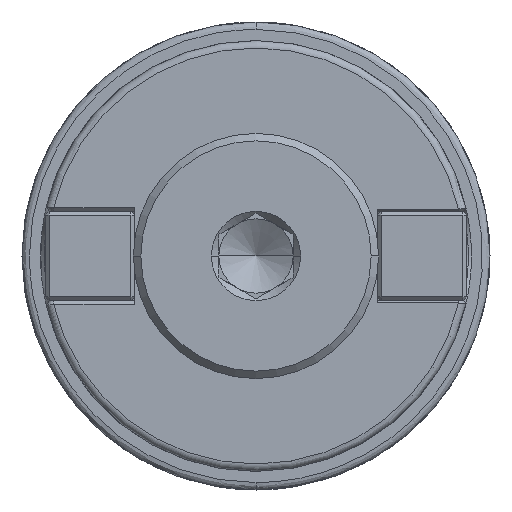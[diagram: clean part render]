
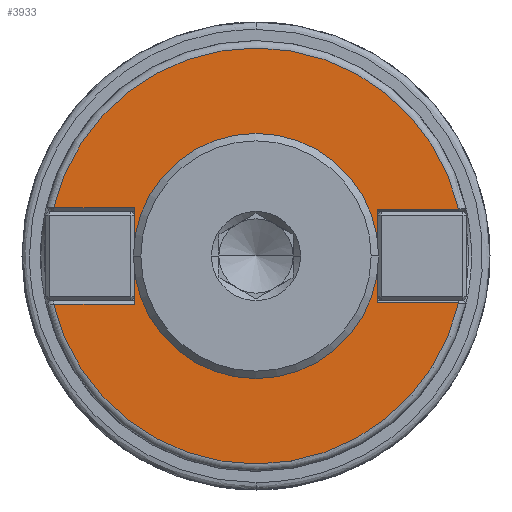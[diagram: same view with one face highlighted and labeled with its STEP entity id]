
A CAD part, front view. The second image highlights one B-rep face of the part: STEP entity #3933.
In plain terms, the highlighted planar face has unit normal (0, -1, 0).
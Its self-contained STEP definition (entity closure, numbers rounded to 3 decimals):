
#5 = CARTESIAN_POINT ( 'NONE',  ( 14.8, -40., 0. ) ) ;
#252 = ORIENTED_EDGE ( 'NONE', *, *, #5801, .T. ) ;
#255 = EDGE_CURVE ( 'NONE', #10630, #6086, #4448, .T. ) ;
#475 = AXIS2_PLACEMENT_3D ( 'NONE', #4066, #9857, #4901 ) ;
#548 = VERTEX_POINT ( 'NONE', #9360 ) ;
#634 = EDGE_CURVE ( 'NONE', #548, #5172, #3558, .T. ) ;
#762 = CIRCLE ( 'NONE', #475, 28. ) ;
#924 = CARTESIAN_POINT ( 'NONE',  ( -27.35, -40., -6.5 ) ) ;
#1160 = ORIENTED_EDGE ( 'NONE', *, *, #5995, .F. ) ;
#1444 = CARTESIAN_POINT ( 'NONE',  ( -16.35, -40., -6. ) ) ;
#1647 = LINE ( 'NONE', #9548, #8516 ) ;
#1736 = CARTESIAN_POINT ( 'NONE',  ( 27.278, -40., 6.317 ) ) ;
#1833 = CARTESIAN_POINT ( 'NONE',  ( 16.35, -40., -6.317 ) ) ;
#1949 = FACE_OUTER_BOUND ( 'NONE', #3315, .T. ) ;
#1960 = EDGE_CURVE ( 'NONE', #2731, #8812, #5883, .T. ) ;
#1970 = VERTEX_POINT ( 'NONE', #5095 ) ;
#2338 = EDGE_CURVE ( 'NONE', #7450, #1970, #3046, .T. ) ;
#2472 = DIRECTION ( 'NONE',  ( 0., -1., 0. ) ) ;
#2719 = CARTESIAN_POINT ( 'NONE',  ( 16.35, -40., 6. ) ) ;
#2731 = VERTEX_POINT ( 'NONE', #4014 ) ;
#2733 = ORIENTED_EDGE ( 'NONE', *, *, #1960, .T. ) ;
#2838 = CARTESIAN_POINT ( 'NONE',  ( 0., -40., 0. ) ) ;
#2996 = ORIENTED_EDGE ( 'NONE', *, *, #2338, .F. ) ;
#3040 = DIRECTION ( 'NONE',  ( 0., 1., 0. ) ) ;
#3046 = CIRCLE ( 'NONE', #4610, 14.8 ) ;
#3112 = CARTESIAN_POINT ( 'NONE',  ( -27.235, -40., 6.5 ) ) ;
#3313 = VECTOR ( 'NONE', #8860, 1000. ) ;
#3315 = EDGE_LOOP ( 'NONE', ( #1160, #9258, #9012, #2733, #10345, #7836, #6433, #252 ) ) ;
#3558 = LINE ( 'NONE', #924, #10403 ) ;
#3656 = DIRECTION ( 'NONE',  ( -1., 0., 0. ) ) ;
#3933 = ADVANCED_FACE ( 'NONE', ( #6309, #1949 ), #10445, .F. ) ;
#4014 = CARTESIAN_POINT ( 'NONE',  ( 27.278, -40., -6.317 ) ) ;
#4066 = CARTESIAN_POINT ( 'NONE',  ( 0., -40., 0. ) ) ;
#4190 = VECTOR ( 'NONE', #6877, 1000. ) ;
#4230 = CARTESIAN_POINT ( 'NONE',  ( -27.235, -40., -6.5 ) ) ;
#4261 = DIRECTION ( 'NONE',  ( -1., 0., 0. ) ) ;
#4379 = DIRECTION ( 'NONE',  ( 0., -1., 0. ) ) ;
#4448 = LINE ( 'NONE', #9296, #8098 ) ;
#4592 = AXIS2_PLACEMENT_3D ( 'NONE', #2838, #8616, #3656 ) ;
#4610 = AXIS2_PLACEMENT_3D ( 'NONE', #7424, #2472, #8255 ) ;
#4793 = EDGE_CURVE ( 'NONE', #5172, #2731, #8523, .T. ) ;
#4848 = VERTEX_POINT ( 'NONE', #9474 ) ;
#4901 = DIRECTION ( 'NONE',  ( -1., 0., 0. ) ) ;
#5095 = CARTESIAN_POINT ( 'NONE',  ( -14.8, -40., 0. ) ) ;
#5172 = VERTEX_POINT ( 'NONE', #4230 ) ;
#5470 = CARTESIAN_POINT ( 'NONE',  ( 29., -40., 0. ) ) ;
#5519 = EDGE_CURVE ( 'NONE', #6086, #9927, #762, .T. ) ;
#5562 = AXIS2_PLACEMENT_3D ( 'NONE', #5470, #3040, #8822 ) ;
#5620 = AXIS2_PLACEMENT_3D ( 'NONE', #9355, #4379, #10174 ) ;
#5801 = EDGE_CURVE ( 'NONE', #9927, #4848, #1647, .T. ) ;
#5824 = ORIENTED_EDGE ( 'NONE', *, *, #8313, .F. ) ;
#5883 = LINE ( 'NONE', #5898, #7856 ) ;
#5898 = CARTESIAN_POINT ( 'NONE',  ( 29., -40., -6.317 ) ) ;
#5995 = EDGE_CURVE ( 'NONE', #548, #4848, #7463, .T. ) ;
#6086 = VERTEX_POINT ( 'NONE', #1736 ) ;
#6165 = EDGE_CURVE ( 'NONE', #10630, #8812, #6414, .T. ) ;
#6309 = FACE_BOUND ( 'NONE', #9447, .T. ) ;
#6414 = LINE ( 'NONE', #2719, #4190 ) ;
#6433 = ORIENTED_EDGE ( 'NONE', *, *, #5519, .T. ) ;
#6877 = DIRECTION ( 'NONE',  ( 0., 0., -1. ) ) ;
#7424 = CARTESIAN_POINT ( 'NONE',  ( 0., -40., 0. ) ) ;
#7450 = VERTEX_POINT ( 'NONE', #5 ) ;
#7463 = LINE ( 'NONE', #1444, #3313 ) ;
#7527 = DIRECTION ( 'NONE',  ( -1., 0., 0. ) ) ;
#7686 = DIRECTION ( 'NONE',  ( 1., 0., 0. ) ) ;
#7836 = ORIENTED_EDGE ( 'NONE', *, *, #255, .T. ) ;
#7856 = VECTOR ( 'NONE', #4261, 1000. ) ;
#7896 = CARTESIAN_POINT ( 'NONE',  ( 16.35, -40., 6.317 ) ) ;
#8098 = VECTOR ( 'NONE', #7686, 1000. ) ;
#8255 = DIRECTION ( 'NONE',  ( 1., 0., 0. ) ) ;
#8313 = EDGE_CURVE ( 'NONE', #1970, #7450, #8622, .T. ) ;
#8516 = VECTOR ( 'NONE', #10378, 1000. ) ;
#8523 = CIRCLE ( 'NONE', #4592, 28. ) ;
#8616 = DIRECTION ( 'NONE',  ( 0., -1., 0. ) ) ;
#8622 = CIRCLE ( 'NONE', #5620, 14.8 ) ;
#8812 = VERTEX_POINT ( 'NONE', #1833 ) ;
#8822 = DIRECTION ( 'NONE',  ( -1., 0., 0. ) ) ;
#8860 = DIRECTION ( 'NONE',  ( 0., 0., 1. ) ) ;
#9012 = ORIENTED_EDGE ( 'NONE', *, *, #4793, .T. ) ;
#9258 = ORIENTED_EDGE ( 'NONE', *, *, #634, .T. ) ;
#9296 = CARTESIAN_POINT ( 'NONE',  ( 27.35, -40., 6.317 ) ) ;
#9355 = CARTESIAN_POINT ( 'NONE',  ( 0., -40., 0. ) ) ;
#9360 = CARTESIAN_POINT ( 'NONE',  ( -16.35, -40., -6.5 ) ) ;
#9447 = EDGE_LOOP ( 'NONE', ( #2996, #5824 ) ) ;
#9474 = CARTESIAN_POINT ( 'NONE',  ( -16.35, -40., 6.5 ) ) ;
#9548 = CARTESIAN_POINT ( 'NONE',  ( 29., -40., 6.5 ) ) ;
#9857 = DIRECTION ( 'NONE',  ( 0., -1., 0. ) ) ;
#9927 = VERTEX_POINT ( 'NONE', #3112 ) ;
#10174 = DIRECTION ( 'NONE',  ( 1., 0., 0. ) ) ;
#10345 = ORIENTED_EDGE ( 'NONE', *, *, #6165, .F. ) ;
#10378 = DIRECTION ( 'NONE',  ( 1., 0., 0. ) ) ;
#10403 = VECTOR ( 'NONE', #7527, 1000. ) ;
#10445 = PLANE ( 'NONE',  #5562 ) ;
#10630 = VERTEX_POINT ( 'NONE', #7896 ) ;
